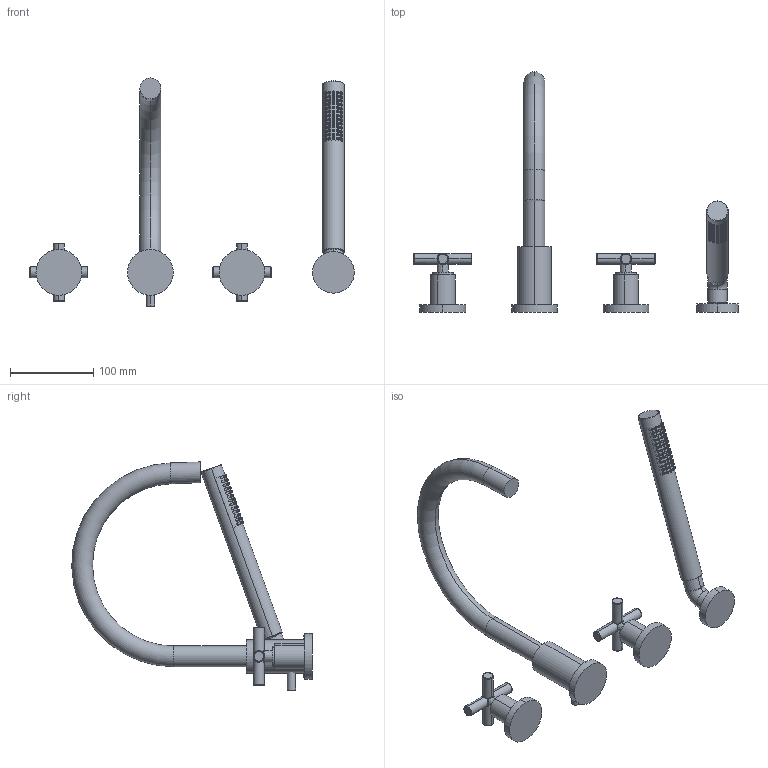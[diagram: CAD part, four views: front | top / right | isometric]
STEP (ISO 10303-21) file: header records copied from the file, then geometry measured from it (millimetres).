
FILE_DESCRIPTION (( 'STEP AP203' ), '1' );
FILE_NAME ('27512892-00.STEP', '2018-07-03T14:37:12', ( '' ), ( '' ), 'SwSTEP 2.0', 'SolidWorks 2017', '' );
FILE_SCHEMA (( 'CONFIG_CONTROL_DESIGN' ));
Length unit declared in the file: millimetre
Products named in the file (15): Planungsmodell_Rohr_gerade-+-28.568.780-10_ _K69_40x70; Planungsmodell_Griff-+-09.20.89.003-01_ _K2; Planungsmodell_Auslauf-+-04.28.22.062.00.94-01_ _K24_25x87,5,R110<88x36,1; 27512892-00; Planungsmodell_Nippel-+-04.24.04.019.00-01_-_K1; Planungsmodell_Rohr_gerade-+-28.568.780-10_ _K19_10x30; Planungsmodell_Rohr_gerade-+-28.568.780-10_ _K113_23x5; Planungsmodell_Rohr_gerade-+-28.568.780-10_ _K32_50x10; Planungsmodell_Koerper-+-04.12.11.140.10_04_K1; Planungsmodell_Einsatz-+-04.12.11.140.10_02_K1; Planungsmodell_Einsatz-+-04.12.11.140.10_03_K1; Planungsmodell_Rosette_rund-+-36.104.820-01_ _K5_55x9; Planungsmodell_Handbrause-+-04.12.11.140.10_01_K1; Planungsmodell_Griff-+-83.905.930-02_ _K8_30x36_�24,5x2,9; Planungsmodell_Rohr_gerade-+-28.568.780-10_ _K109_20,9x1,75
Assembly tree (18 placements, depth 4):
  27512892-00
    Planungsmodell_Rosette_rund-+-36.104.820-01_ _K5_55x9  x3
    Planungsmodell_Griff-+-83.905.930-02_ _K8_30x36_�24,5x2,9  x2
    Planungsmodell_Rohr_gerade-+-28.568.780-10_ _K69_40x70
    Planungsmodell_Auslauf-+-04.28.22.062.00.94-01_ _K24_25x87,5,R110<88x36,1
    Planungsmodell_Rohr_gerade-+-28.568.780-10_ _K19_10x30
    Planungsmodell_Rohr_gerade-+-28.568.780-10_ _K32_50x10
    Planungsmodell_Nippel-+-04.24.04.019.00-01_-_K1
    Planungsmodell_Rohr_gerade-+-28.568.780-10_ _K113_23x5
    Planungsmodell_Handbrause-+-04.12.11.140.10_01_K1
      Planungsmodell_Koerper-+-04.12.11.140.10_04_K1
      Planungsmodell_Einsatz-+-04.12.11.140.10_03_K1
        Planungsmodell_Einsatz-+-04.12.11.140.10_02_K1
    Planungsmodell_Rohr_gerade-+-28.568.780-10_ _K109_20,9x1,75
    Planungsmodell_Griff-+-09.20.89.003-01_ _K2  x2
Bounding box: 390 x 288.98 x 274.19 mm (x, y, z)
Volume: 643333.5 mm3; surface area: 128868.9 mm2
Topology: 16 solids, 16 shells, 487 faces, 962 edges, 570 vertices
Faces by surface type: cylinder 192, torus 156, plane 111, bspline 16, sphere 8, cone 4
Entity records: 16563 total; most frequent: CARTESIAN_POINT 5797, DIRECTION 2118, ORIENTED_EDGE 1708, AXIS2_PLACEMENT_3D 968, EDGE_CURVE 854, CIRCLE 518, VERTEX_POINT 513, EDGE_LOOP 505
